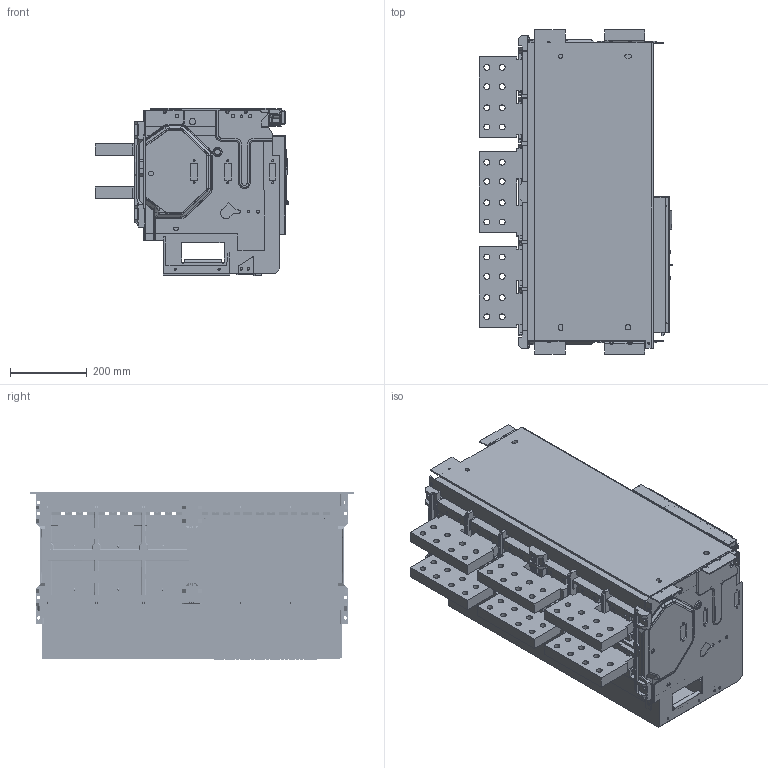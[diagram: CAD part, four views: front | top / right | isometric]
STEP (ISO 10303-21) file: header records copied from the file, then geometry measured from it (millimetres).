
FILE_DESCRIPTION((''),'2;1');
FILE_NAME('NA1-6300-4000A-5000A-3-CHOUTI','2020-05-08T13:39:19',('fansz'),(''),'CREO PARAMETRIC BY PTC INC, 2018020','CREO PARAMETRIC BY PTC INC, 2018020','');
FILE_SCHEMA(('CONFIG_CONTROL_DESIGN'));
Products named in the file (1): NA1-6300-4000A-5000A-3-CHOUTI
Bounding box: 503.5 x 843 x 434 mm (x, y, z)
Volume: 87506557.4 mm3; surface area: 4336049.1 mm2
Topology: 1 solids, 67 shells, 8465 faces, 24824 edges, 16329 vertices
Faces by surface type: plane 5995, cylinder 1451, extrusion 632, torus 152, bspline 106, cone 100, sphere 29
Entity records: 288673 total; most frequent: CARTESIAN_POINT 64118, ORIENTED_EDGE 49580, DIRECTION 42159, EDGE_CURVE 24790, VECTOR 20041, LINE 19409, VERTEX_POINT 16327, AXIS2_PLACEMENT_3D 11059
